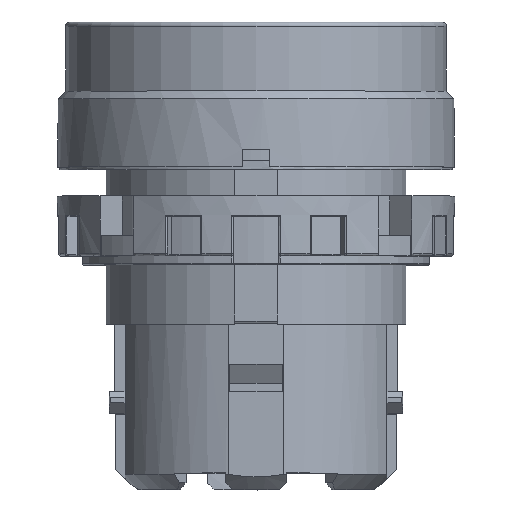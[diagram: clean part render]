
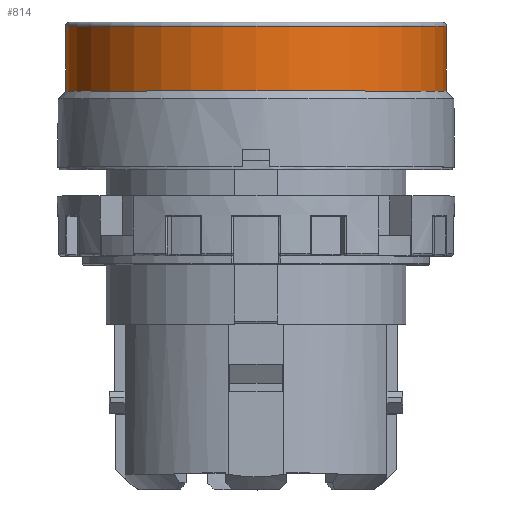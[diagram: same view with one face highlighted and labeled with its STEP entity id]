
A CAD part, top view. The second image highlights one B-rep face of the part: STEP entity #814.
In plain terms, the highlighted cylindrical face has radius 13.8 mm (diameter 27.6 mm), a full revolution.
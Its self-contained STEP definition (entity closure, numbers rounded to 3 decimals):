
#814 = ADVANCED_FACE( '', ( #1876, #1877 ), #1878, .T. );
#1876 = FACE_OUTER_BOUND( '', #3395, .T. );
#1877 = FACE_OUTER_BOUND( '', #3396, .T. );
#1878 = CYLINDRICAL_SURFACE( '', #3397, 13.8 );
#3395 = EDGE_LOOP( '', ( #6273 ) );
#3396 = EDGE_LOOP( '', ( #6274 ) );
#3397 = AXIS2_PLACEMENT_3D( '', #6275, #6276, #6277 );
#6273 = ORIENTED_EDGE( '', *, *, #9094, .T. );
#6274 = ORIENTED_EDGE( '', *, *, #9434, .F. );
#6275 = CARTESIAN_POINT( '', ( 0., 10.625, 0. ) );
#6276 = DIRECTION( '', ( 0., -1., 0. ) );
#6277 = DIRECTION( '', ( -1., 0., 0. ) );
#9094 = EDGE_CURVE( '', #11062, #11062, #11063, .F. );
#9434 = EDGE_CURVE( '', #11574, #11574, #11575, .T. );
#11062 = VERTEX_POINT( '', #14161 );
#11063 = CIRCLE( '', #14162, 13.8 );
#11574 = VERTEX_POINT( '', #14983 );
#11575 = CIRCLE( '', #14984, 13.8 );
#14161 = CARTESIAN_POINT( '', ( 0., 5.1, 13.8 ) );
#14162 = AXIS2_PLACEMENT_3D( '', #17059, #17060, #17061 );
#14983 = CARTESIAN_POINT( '', ( 13.8, 9.8, 0. ) );
#14984 = AXIS2_PLACEMENT_3D( '', #17506, #17507, #17508 );
#17059 = CARTESIAN_POINT( '', ( 0., 5.1, 0. ) );
#17060 = DIRECTION( '', ( 0., -1., 0. ) );
#17061 = DIRECTION( '', ( 0., 0., 1. ) );
#17506 = CARTESIAN_POINT( '', ( 0., 9.8, 0. ) );
#17507 = DIRECTION( '', ( 0., 1., 0. ) );
#17508 = DIRECTION( '', ( 1., 0., 0. ) );
